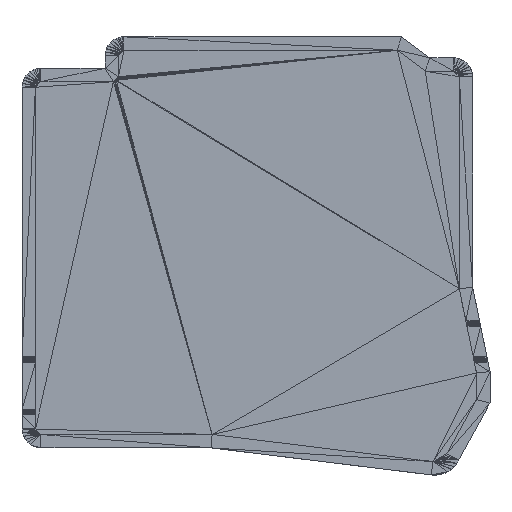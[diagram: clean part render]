
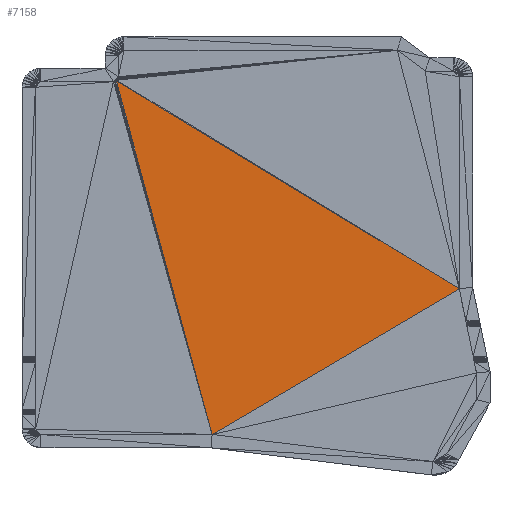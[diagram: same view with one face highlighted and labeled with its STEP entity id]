
A CAD part, top view. The second image highlights one B-rep face of the part: STEP entity #7158.
In plain terms, the highlighted planar face has unit normal (0, 0, 1).
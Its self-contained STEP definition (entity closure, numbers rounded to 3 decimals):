
#6888 = VERTEX_POINT('',#6889);
#6889 = CARTESIAN_POINT('',(117.181,-139.534,0.));
#7140 = VERTEX_POINT('',#7141);
#7141 = CARTESIAN_POINT('',(95.394,-59.171,0.));
#7148 = EDGE_CURVE('',#6888,#7140,#7149,.T.);
#7149 = LINE('',#7150,#7151);
#7150 = CARTESIAN_POINT('',(117.181,-139.534,0.));
#7151 = VECTOR('',#7152,1.);
#7152 = DIRECTION('',(-0.262,0.965,0.));
#7158 = ADVANCED_FACE('',(#7159),#7176,.T.);
#7159 = FACE_BOUND('',#7160,.T.);
#7160 = EDGE_LOOP('',(#7161,#7169,#7170));
#7161 = ORIENTED_EDGE('',*,*,#7162,.T.);
#7162 = EDGE_CURVE('',#7163,#7140,#7165,.T.);
#7163 = VERTEX_POINT('',#7164);
#7164 = CARTESIAN_POINT('',(173.337,-106.407,0.));
#7165 = LINE('',#7166,#7167);
#7166 = CARTESIAN_POINT('',(173.337,-106.407,0.));
#7167 = VECTOR('',#7168,1.);
#7168 = DIRECTION('',(-0.855,0.518,0.));
#7169 = ORIENTED_EDGE('',*,*,#7148,.F.);
#7170 = ORIENTED_EDGE('',*,*,#7171,.T.);
#7171 = EDGE_CURVE('',#6888,#7163,#7172,.T.);
#7172 = LINE('',#7173,#7174);
#7173 = CARTESIAN_POINT('',(117.181,-139.534,0.));
#7174 = VECTOR('',#7175,1.);
#7175 = DIRECTION('',(0.861,0.508,0.));
#7176 = PLANE('',#7177);
#7177 = AXIS2_PLACEMENT_3D('',#7178,#7179,#7180);
#7178 = CARTESIAN_POINT('',(127.572,-99.479,0.));
#7179 = DIRECTION('',(0.,0.,1.));
#7180 = DIRECTION('',(1.,0.,-0.));
